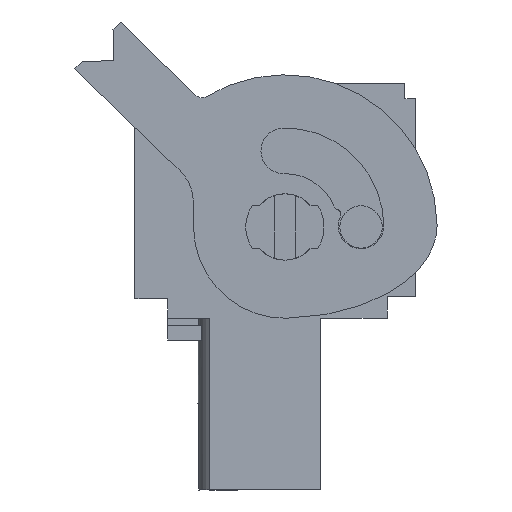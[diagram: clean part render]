
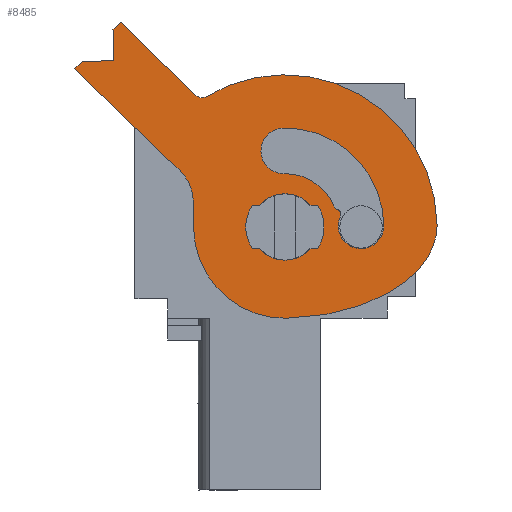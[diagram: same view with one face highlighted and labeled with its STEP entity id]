
A CAD part, left-side view. The second image highlights one B-rep face of the part: STEP entity #8485.
In plain terms, the highlighted planar face has unit normal (-1, 0, 0).
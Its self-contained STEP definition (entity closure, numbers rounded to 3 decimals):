
#7824=AXIS2_PLACEMENT_3D('Circle Axis2P3D',#7822,#7823,$) ;
#8027=AXIS2_PLACEMENT_3D('Circle Axis2P3D',#8025,#8026,$) ;
#8058=AXIS2_PLACEMENT_3D('Circle Axis2P3D',#8056,#8057,$) ;
#8211=AXIS2_PLACEMENT_3D('Circle Axis2P3D',#8209,#8210,$) ;
#8242=AXIS2_PLACEMENT_3D('Circle Axis2P3D',#8240,#8241,$) ;
#8266=AXIS2_PLACEMENT_3D('Circle Axis2P3D',#8264,#8265,$) ;
#8290=AXIS2_PLACEMENT_3D('Circle Axis2P3D',#8288,#8289,$) ;
#8314=AXIS2_PLACEMENT_3D('Circle Axis2P3D',#8312,#8313,$) ;
#8331=AXIS2_PLACEMENT_3D('Circle Axis2P3D',#8329,#8330,$) ;
#8348=AXIS2_PLACEMENT_3D('Circle Axis2P3D',#8346,#8347,$) ;
#8396=AXIS2_PLACEMENT_3D('Circle Axis2P3D',#8394,#8395,$) ;
#8452=AXIS2_PLACEMENT_3D('Plane Axis2P3D',#8449,#8450,#8451) ;
#8470=AXIS2_PLACEMENT_3D('Circle Axis2P3D',#8468,#8469,$) ;
#7819=CARTESIAN_POINT('Vertex',(0.5,6.999,13.625)) ;
#7822=CARTESIAN_POINT('Axis2P3D Location',(0.5,6.999,12.1)) ;
#7826=CARTESIAN_POINT('Vertex',(0.5,6.999,10.575)) ;
#8022=CARTESIAN_POINT('Vertex',(0.5,10.607,18.099)) ;
#8025=CARTESIAN_POINT('Axis2P3D Location',(0.5,6.999,12.1)) ;
#8029=CARTESIAN_POINT('Vertex',(0.5,0.,12.21)) ;
#8053=CARTESIAN_POINT('Vertex',(0.5,6.933,7.901)) ;
#8056=CARTESIAN_POINT('Axis2P3D Location',(0.5,6.999,12.1)) ;
#8060=CARTESIAN_POINT('Vertex',(0.5,11.198,12.034)) ;
#8084=CARTESIAN_POINT('Vertex',(0.5,16.66,19.374)) ;
#8087=CARTESIAN_POINT('Line Origine',(0.5,16.492,19.547)) ;
#8091=CARTESIAN_POINT('Vertex',(0.5,16.324,19.72)) ;
#8111=CARTESIAN_POINT('Line Origine',(0.5,15.605,19.732)) ;
#8115=CARTESIAN_POINT('Vertex',(0.5,14.886,19.743)) ;
#8135=CARTESIAN_POINT('Line Origine',(0.5,14.897,20.462)) ;
#8139=CARTESIAN_POINT('Vertex',(0.5,14.909,21.181)) ;
#8154=CARTESIAN_POINT('Line Origine',(0.5,14.741,21.355)) ;
#8158=CARTESIAN_POINT('Vertex',(0.5,14.573,21.528)) ;
#8178=CARTESIAN_POINT('Line Origine',(0.5,12.832,19.841)) ;
#8182=CARTESIAN_POINT('Vertex',(0.5,11.091,18.154)) ;
#8206=CARTESIAN_POINT('Vertex',(0.5,7.038,14.55)) ;
#8209=CARTESIAN_POINT('Axis2P3D Location',(0.5,6.999,12.1)) ;
#8213=CARTESIAN_POINT('Vertex',(0.5,4.727,13.018)) ;
#8237=CARTESIAN_POINT('Vertex',(0.5,4.583,12.897)) ;
#8240=CARTESIAN_POINT('Axis2P3D Location',(0.5,4.624,12.701)) ;
#8244=CARTESIAN_POINT('Vertex',(0.5,4.444,12.614)) ;
#8264=CARTESIAN_POINT('Axis2P3D Location',(0.5,4.542,13.093)) ;
#8285=CARTESIAN_POINT('Vertex',(0.5,7.071,16.649)) ;
#8288=CARTESIAN_POINT('Axis2P3D Location',(0.5,7.054,15.6)) ;
#8309=CARTESIAN_POINT('Vertex',(0.5,2.45,12.172)) ;
#8312=CARTESIAN_POINT('Axis2P3D Location',(0.5,6.999,12.1)) ;
#8329=CARTESIAN_POINT('Axis2P3D Location',(0.5,3.499,12.155)) ;
#8346=CARTESIAN_POINT('Axis2P3D Location',(0.5,10.813,18.442)) ;
#8367=CARTESIAN_POINT('Vertex',(0.5,11.826,14.689)) ;
#8370=CARTESIAN_POINT('Line Origine',(0.5,14.243,17.031)) ;
#8391=CARTESIAN_POINT('Vertex',(0.5,11.218,13.284)) ;
#8394=CARTESIAN_POINT('Axis2P3D Location',(0.5,13.218,13.253)) ;
#8411=CARTESIAN_POINT('Line Origine',(0.5,11.208,12.659)) ;
#8432=CARTESIAN_POINT('Control Point',(0.5,6.933,7.901)) ;
#8433=CARTESIAN_POINT('Control Point',(0.5,5.853,7.917)) ;
#8434=CARTESIAN_POINT('Control Point',(0.5,4.775,8.059)) ;
#8435=CARTESIAN_POINT('Control Point',(0.5,3.734,8.326)) ;
#8436=CARTESIAN_POINT('Control Point',(0.5,1.928,9.07)) ;
#8437=CARTESIAN_POINT('Control Point',(0.5,0.648,10.227)) ;
#8438=CARTESIAN_POINT('Control Point',(0.5,0.205,10.857)) ;
#8439=CARTESIAN_POINT('Control Point',(0.5,-0.011,11.535)) ;
#8440=CARTESIAN_POINT('Control Point',(0.5,0.,12.21)) ;
#8449=CARTESIAN_POINT('Axis2P3D Location',(0.5,8.399,24.2)) ;
#8468=CARTESIAN_POINT('Axis2P3D Location',(0.5,6.999,12.1)) ;
#7823=DIRECTION('Axis2P3D Direction',(-1.,0.,0.)) ;
#8026=DIRECTION('Axis2P3D Direction',(-1.,0.,0.)) ;
#8057=DIRECTION('Axis2P3D Direction',(-1.,0.,0.)) ;
#8088=DIRECTION('Vector Direction',(0.,-0.696,0.718)) ;
#8112=DIRECTION('Vector Direction',(0.,-1.,0.016)) ;
#8136=DIRECTION('Vector Direction',(0.,0.016,1.)) ;
#8155=DIRECTION('Vector Direction',(0.,-0.696,0.718)) ;
#8179=DIRECTION('Vector Direction',(0.,-0.718,-0.696)) ;
#8210=DIRECTION('Axis2P3D Direction',(-1.,0.,0.)) ;
#8241=DIRECTION('Axis2P3D Direction',(-1.,0.,0.)) ;
#8265=DIRECTION('Axis2P3D Direction',(-1.,0.,0.)) ;
#8289=DIRECTION('Axis2P3D Direction',(-1.,0.,0.)) ;
#8313=DIRECTION('Axis2P3D Direction',(-1.,0.,0.)) ;
#8330=DIRECTION('Axis2P3D Direction',(-1.,0.,0.)) ;
#8347=DIRECTION('Axis2P3D Direction',(-1.,0.,0.)) ;
#8371=DIRECTION('Vector Direction',(0.,-0.718,-0.696)) ;
#8395=DIRECTION('Axis2P3D Direction',(-1.,0.,0.)) ;
#8412=DIRECTION('Vector Direction',(0.,-0.016,-1.)) ;
#8450=DIRECTION('Axis2P3D Direction',(1.,0.,0.)) ;
#8451=DIRECTION('Axis2P3D XDirection',(0.,0.,-1.)) ;
#8469=DIRECTION('Axis2P3D Direction',(1.,0.,0.)) ;
#8089=VECTOR('Line Direction',#8088,1.) ;
#8113=VECTOR('Line Direction',#8112,1.) ;
#8137=VECTOR('Line Direction',#8136,1.) ;
#8156=VECTOR('Line Direction',#8155,1.) ;
#8180=VECTOR('Line Direction',#8179,1.) ;
#8372=VECTOR('Line Direction',#8371,1.) ;
#8413=VECTOR('Line Direction',#8412,1.) ;
#8455=ORIENTED_EDGE('',*,*,#8441,.T.) ;
#8456=ORIENTED_EDGE('',*,*,#8031,.F.) ;
#8457=ORIENTED_EDGE('',*,*,#8350,.T.) ;
#8458=ORIENTED_EDGE('',*,*,#8184,.F.) ;
#8459=ORIENTED_EDGE('',*,*,#8160,.F.) ;
#8460=ORIENTED_EDGE('',*,*,#8141,.F.) ;
#8461=ORIENTED_EDGE('',*,*,#8117,.F.) ;
#8462=ORIENTED_EDGE('',*,*,#8093,.F.) ;
#8463=ORIENTED_EDGE('',*,*,#8374,.T.) ;
#8464=ORIENTED_EDGE('',*,*,#8398,.T.) ;
#8465=ORIENTED_EDGE('',*,*,#8415,.T.) ;
#8466=ORIENTED_EDGE('',*,*,#8062,.F.) ;
#8474=ORIENTED_EDGE('',*,*,#8472,.T.) ;
#8475=ORIENTED_EDGE('',*,*,#7828,.T.) ;
#8478=ORIENTED_EDGE('',*,*,#8316,.T.) ;
#8479=ORIENTED_EDGE('',*,*,#8333,.T.) ;
#8480=ORIENTED_EDGE('',*,*,#8246,.F.) ;
#8481=ORIENTED_EDGE('',*,*,#8268,.T.) ;
#8482=ORIENTED_EDGE('',*,*,#8215,.F.) ;
#8483=ORIENTED_EDGE('',*,*,#8292,.T.) ;
#8476=FACE_BOUND('',#8473,.T.) ;
#8484=FACE_BOUND('',#8477,.T.) ;
#8485=ADVANCED_FACE('L\X2\00F6\X0\sehebel.2',(#8467,#8476,#8484),#8453,.F.) ;
#8431=B_SPLINE_CURVE_WITH_KNOTS('',5,(#8432,#8433,#8434,#8435,#8436,#8437,#8438,#8439,#8440),.UNSPECIFIED.,.F.,.U.,(6,3,6),(0.,8.296,15.673),.UNSPECIFIED.) ;
#7825=CIRCLE('generated circle',#7824,1.525) ;
#8028=CIRCLE('generated circle',#8027,7.) ;
#8059=CIRCLE('generated circle',#8058,4.2) ;
#8212=CIRCLE('generated circle',#8211,2.45) ;
#8243=CIRCLE('generated circle',#8242,0.2) ;
#8267=CIRCLE('generated circle',#8266,0.2) ;
#8291=CIRCLE('generated circle',#8290,1.05) ;
#8315=CIRCLE('generated circle',#8314,4.55) ;
#8332=CIRCLE('generated circle',#8331,1.05) ;
#8349=CIRCLE('generated circle',#8348,0.4) ;
#8397=CIRCLE('generated circle',#8396,2.) ;
#8471=CIRCLE('generated circle',#8470,1.525) ;
#7828=EDGE_CURVE('',#7827,#7820,#7825,.F.) ;
#8031=EDGE_CURVE('',#8023,#8030,#8028,.F.) ;
#8062=EDGE_CURVE('',#8054,#8061,#8059,.F.) ;
#8093=EDGE_CURVE('',#8085,#8092,#8090,.T.) ;
#8117=EDGE_CURVE('',#8092,#8116,#8114,.T.) ;
#8141=EDGE_CURVE('',#8116,#8140,#8138,.T.) ;
#8160=EDGE_CURVE('',#8140,#8159,#8157,.T.) ;
#8184=EDGE_CURVE('',#8159,#8183,#8181,.T.) ;
#8215=EDGE_CURVE('',#8207,#8214,#8212,.F.) ;
#8246=EDGE_CURVE('',#8238,#8245,#8243,.F.) ;
#8268=EDGE_CURVE('',#8238,#8214,#8267,.F.) ;
#8292=EDGE_CURVE('',#8207,#8286,#8291,.F.) ;
#8316=EDGE_CURVE('',#8286,#8310,#8315,.F.) ;
#8333=EDGE_CURVE('',#8310,#8245,#8332,.F.) ;
#8350=EDGE_CURVE('',#8023,#8183,#8349,.F.) ;
#8374=EDGE_CURVE('',#8085,#8368,#8373,.T.) ;
#8398=EDGE_CURVE('',#8368,#8392,#8397,.F.) ;
#8415=EDGE_CURVE('',#8392,#8061,#8414,.T.) ;
#8441=EDGE_CURVE('',#8054,#8030,#8431,.T.) ;
#8472=EDGE_CURVE('',#7820,#7827,#8471,.T.) ;
#8454=EDGE_LOOP('',(#8455,#8456,#8457,#8458,#8459,#8460,#8461,#8462,#8463,#8464,#8465,#8466)) ;
#8473=EDGE_LOOP('',(#8474,#8475)) ;
#8477=EDGE_LOOP('',(#8478,#8479,#8480,#8481,#8482,#8483)) ;
#8467=FACE_OUTER_BOUND('',#8454,.T.) ;
#8090=LINE('Line',#8087,#8089) ;
#8114=LINE('Line',#8111,#8113) ;
#8138=LINE('Line',#8135,#8137) ;
#8157=LINE('Line',#8154,#8156) ;
#8181=LINE('Line',#8178,#8180) ;
#8373=LINE('Line',#8370,#8372) ;
#8414=LINE('Line',#8411,#8413) ;
#8453=PLANE('',#8452) ;
#7820=VERTEX_POINT('',#7819) ;
#7827=VERTEX_POINT('',#7826) ;
#8023=VERTEX_POINT('',#8022) ;
#8030=VERTEX_POINT('',#8029) ;
#8054=VERTEX_POINT('',#8053) ;
#8061=VERTEX_POINT('',#8060) ;
#8085=VERTEX_POINT('',#8084) ;
#8092=VERTEX_POINT('',#8091) ;
#8116=VERTEX_POINT('',#8115) ;
#8140=VERTEX_POINT('',#8139) ;
#8159=VERTEX_POINT('',#8158) ;
#8183=VERTEX_POINT('',#8182) ;
#8207=VERTEX_POINT('',#8206) ;
#8214=VERTEX_POINT('',#8213) ;
#8238=VERTEX_POINT('',#8237) ;
#8245=VERTEX_POINT('',#8244) ;
#8286=VERTEX_POINT('',#8285) ;
#8310=VERTEX_POINT('',#8309) ;
#8368=VERTEX_POINT('',#8367) ;
#8392=VERTEX_POINT('',#8391) ;
